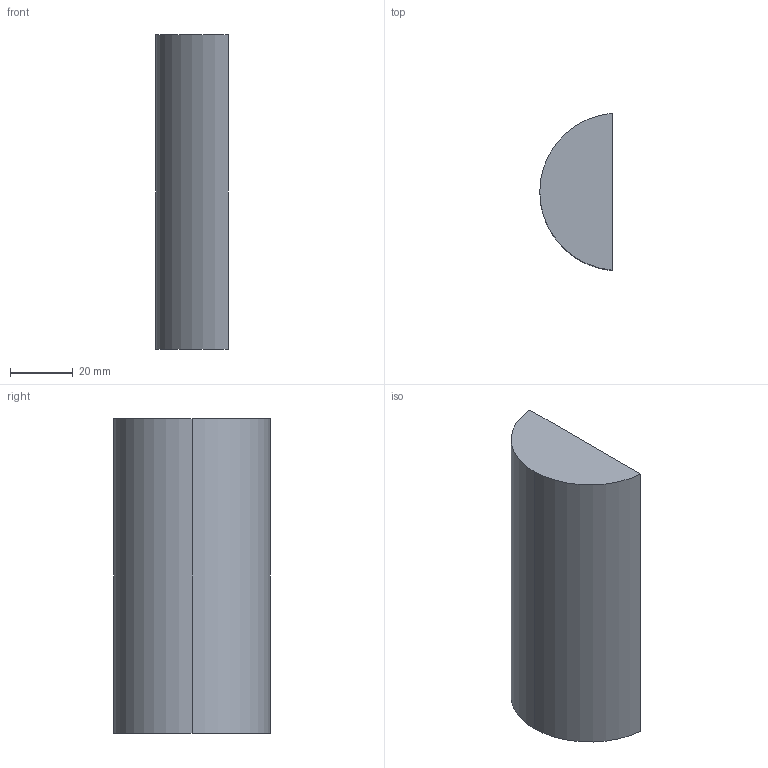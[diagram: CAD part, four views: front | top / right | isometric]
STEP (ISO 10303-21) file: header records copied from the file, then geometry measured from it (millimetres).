
FILE_DESCRIPTION (( 'STEP AP203' ), '1' );
FILE_NAME ('fiber in.STEP', '2023-09-23T09:34:25', ( '' ), ( '' ), 'SwSTEP 2.0', 'SolidWorks 2021', '' );
FILE_SCHEMA (( 'CONFIG_CONTROL_DESIGN' ));
Length unit declared in the file: millimetre
Products named in the file (1): fiber in
Bounding box: 23 x 49.84 x 100 mm (x, y, z)
Volume: 88185.4 mm3; surface area: 14201.2 mm2
Topology: 1 solids, 1 shells, 5 faces, 9 edges, 6 vertices
Faces by surface type: plane 3, cylinder 2
Entity records: 204 total; most frequent: DIRECTION 25, CARTESIAN_POINT 21, ORIENTED_EDGE 18, AXIS2_PLACEMENT_3D 10, EDGE_CURVE 9, PERSON_AND_ORGANIZATION 8, VERTEX_POINT 6, LOCAL_TIME 5
